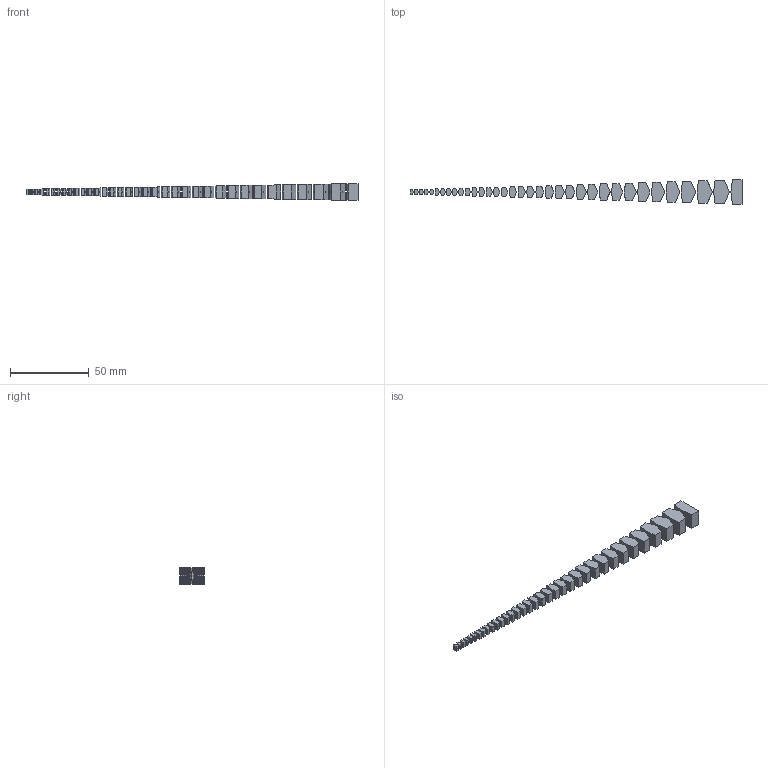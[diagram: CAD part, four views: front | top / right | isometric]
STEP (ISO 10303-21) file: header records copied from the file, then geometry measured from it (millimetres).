
FILE_DESCRIPTION(/* description */ ('','CAx-IF Rec.Pracs.---Representation and Presentation of Product Manufacturing Information (PMI)---4.0---2014-10-13'),/* implementation_level */ '2;1');
FILE_NAME(/* name */ 'spiral arm 2d v1.step',/* time_stamp */ '2025-02-22T20:02:02+02:00',/* author */ (''),/* organization */ (''),/* preprocessor_version */ 'ST-DEVELOPER v20',/* originating_system */ 'Autodesk Translation Framework v13.20.0.188',/* authorisation */ '');
FILE_SCHEMA (('AP242_MANAGED_MODEL_BASED_3D_ENGINEERING_MIM_LF { 1 0 10303 442 1 1 4 }'));
Length unit declared in the file: millimetre
Products named in the file (1): spiral arm 2d
Bounding box: 210.51 x 15.76 x 10.73 mm (x, y, z)
Volume: 10752.1 mm3; surface area: 8721.4 mm2
Topology: 35 solids, 35 shells, 349 faces, 837 edges, 558 vertices
Faces by surface type: plane 279, bspline 70
Entity records: 11170 total; most frequent: CARTESIAN_POINT 3005, ORIENTED_EDGE 1674, DIRECTION 1467, EDGE_CURVE 837, LINE 627, VECTOR 627, VERTEX_POINT 558, EDGE_LOOP 489
